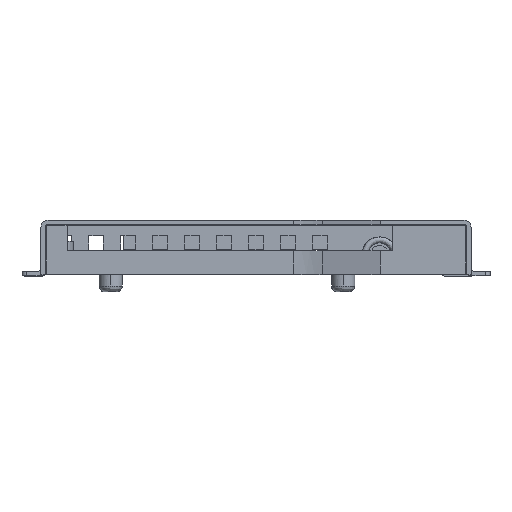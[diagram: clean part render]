
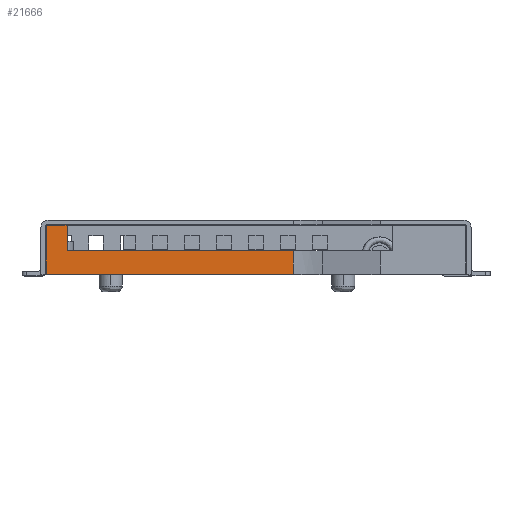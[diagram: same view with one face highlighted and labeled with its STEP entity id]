
A CAD part, top view. The second image highlights one B-rep face of the part: STEP entity #21666.
In plain terms, the highlighted planar face has unit normal (0, 0, 1).
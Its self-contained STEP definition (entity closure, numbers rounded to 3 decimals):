
#228 = B_SPLINE_CURVE_WITH_KNOTS ( 'NONE', 3,
 ( #26218, #8082, #10951, #23176 ),
 .UNSPECIFIED., .F., .F.,
 ( 4, 4 ),
 ( 0., 1. ),
 .UNSPECIFIED. ) ;
#2219 = VERTEX_POINT ( 'NONE', #16881 ) ;
#2760 = AXIS2_PLACEMENT_3D ( 'NONE', #27250, #4317, #25018 ) ;
#4011 = CARTESIAN_POINT ( 'NONE',  ( -7.188, 1.68, 6.54 ) ) ;
#4058 = DIRECTION ( 'NONE',  ( 0., -1., 0. ) ) ;
#4206 = DIRECTION ( 'NONE',  ( 0., 1., 0. ) ) ;
#4317 = DIRECTION ( 'NONE',  ( 0., 0., 1. ) ) ;
#4417 = EDGE_CURVE ( 'NONE', #31958, #24656, #25627, .T. ) ;
#4860 = CARTESIAN_POINT ( 'NONE',  ( 1.288, 0.81, 6.54 ) ) ;
#6112 = LINE ( 'NONE', #16453, #14832 ) ;
#6344 = EDGE_CURVE ( 'NONE', #2219, #23909, #24569, .T. ) ;
#6735 = EDGE_CURVE ( 'NONE', #27545, #2219, #17591, .T. ) ;
#6871 = VERTEX_POINT ( 'NONE', #17690 ) ;
#6885 = CARTESIAN_POINT ( 'NONE',  ( -7.22, 1.648, 6.54 ) ) ;
#8082 = CARTESIAN_POINT ( 'NONE',  ( -4.384, 0., 6.54 ) ) ;
#9930 = EDGE_LOOP ( 'NONE', ( #20713, #19506, #18839, #25854, #27916, #29159, #15604 ) ) ;
#9931 = DIRECTION ( 'NONE',  ( -1., 0., 0. ) ) ;
#10498 = VECTOR ( 'NONE', #9931, 1000. ) ;
#10951 = CARTESIAN_POINT ( 'NONE',  ( -1.548, 0., 6.54 ) ) ;
#11195 = DIRECTION ( 'NONE',  ( 0., 1., 0. ) ) ;
#11519 = CARTESIAN_POINT ( 'NONE',  ( -6.5, 1.26, 6.54 ) ) ;
#11693 = EDGE_CURVE ( 'NONE', #23909, #31958, #20460, .T. ) ;
#12072 = CARTESIAN_POINT ( 'NONE',  ( -6.5, 1.68, 6.54 ) ) ;
#12168 = CARTESIAN_POINT ( 'NONE',  ( -7.15, 1.68, 6.54 ) ) ;
#12300 = CARTESIAN_POINT ( 'NONE',  ( -7.22, 1.61, 6.54 ) ) ;
#12552 = VECTOR ( 'NONE', #23673, 1000. ) ;
#13997 = VERTEX_POINT ( 'NONE', #23009 ) ;
#14832 = VECTOR ( 'NONE', #11195, 1000. ) ;
#15467 = VECTOR ( 'NONE', #4058, 1000. ) ;
#15592 = EDGE_CURVE ( 'NONE', #24656, #6871, #16941, .T. ) ;
#15604 = ORIENTED_EDGE ( 'NONE', *, *, #15592, .T. ) ;
#16453 = CARTESIAN_POINT ( 'NONE',  ( 1.288, 0.93, 6.54 ) ) ;
#16881 = CARTESIAN_POINT ( 'NONE',  ( -6.5, 0.81, 6.54 ) ) ;
#16941 = LINE ( 'NONE', #27293, #15467 ) ;
#17591 = LINE ( 'NONE', #25346, #10498 ) ;
#17690 = CARTESIAN_POINT ( 'NONE',  ( -7.22, 0., 6.54 ) ) ;
#18839 = ORIENTED_EDGE ( 'NONE', *, *, #6735, .T. ) ;
#19125 = VECTOR ( 'NONE', #4206, 1000. ) ;
#19506 = ORIENTED_EDGE ( 'NONE', *, *, #23365, .T. ) ;
#20460 = LINE ( 'NONE', #25856, #12552 ) ;
#20713 = ORIENTED_EDGE ( 'NONE', *, *, #25762, .T. ) ;
#21666 = ADVANCED_FACE ( 'NONE', ( #24357 ), #21843, .T. ) ;
#21843 = PLANE ( 'NONE',  #2760 ) ;
#23009 = CARTESIAN_POINT ( 'NONE',  ( 1.288, 0., 6.54 ) ) ;
#23176 = CARTESIAN_POINT ( 'NONE',  ( 1.288, 0., 6.54 ) ) ;
#23365 = EDGE_CURVE ( 'NONE', #13997, #27545, #6112, .T. ) ;
#23673 = DIRECTION ( 'NONE',  ( -1., 0., 0. ) ) ;
#23909 = VERTEX_POINT ( 'NONE', #12072 ) ;
#24357 = FACE_OUTER_BOUND ( 'NONE', #9930, .T. ) ;
#24569 = LINE ( 'NONE', #11519, #19125 ) ;
#24656 = VERTEX_POINT ( 'NONE', #27586 ) ;
#25018 = DIRECTION ( 'NONE',  ( 1., 0., 0. ) ) ;
#25346 = CARTESIAN_POINT ( 'NONE',  ( -0.9, 0.81, 6.54 ) ) ;
#25627 = B_SPLINE_CURVE_WITH_KNOTS ( 'NONE', 3,
 ( #27248, #4011, #6885, #12300 ),
 .UNSPECIFIED., .F., .F.,
 ( 4, 4 ),
 ( 0., 1. ),
 .UNSPECIFIED. ) ;
#25762 = EDGE_CURVE ( 'NONE', #6871, #13997, #228, .T. ) ;
#25854 = ORIENTED_EDGE ( 'NONE', *, *, #6344, .T. ) ;
#25856 = CARTESIAN_POINT ( 'NONE',  ( -3.056, 1.68, 6.54 ) ) ;
#26218 = CARTESIAN_POINT ( 'NONE',  ( -7.22, 0., 6.54 ) ) ;
#27248 = CARTESIAN_POINT ( 'NONE',  ( -7.15, 1.68, 6.54 ) ) ;
#27250 = CARTESIAN_POINT ( 'NONE',  ( -7.574, -0.037, 6.54 ) ) ;
#27293 = CARTESIAN_POINT ( 'NONE',  ( -7.22, 0.93, 6.54 ) ) ;
#27545 = VERTEX_POINT ( 'NONE', #4860 ) ;
#27586 = CARTESIAN_POINT ( 'NONE',  ( -7.22, 1.61, 6.54 ) ) ;
#27916 = ORIENTED_EDGE ( 'NONE', *, *, #11693, .T. ) ;
#29159 = ORIENTED_EDGE ( 'NONE', *, *, #4417, .T. ) ;
#31958 = VERTEX_POINT ( 'NONE', #12168 ) ;
